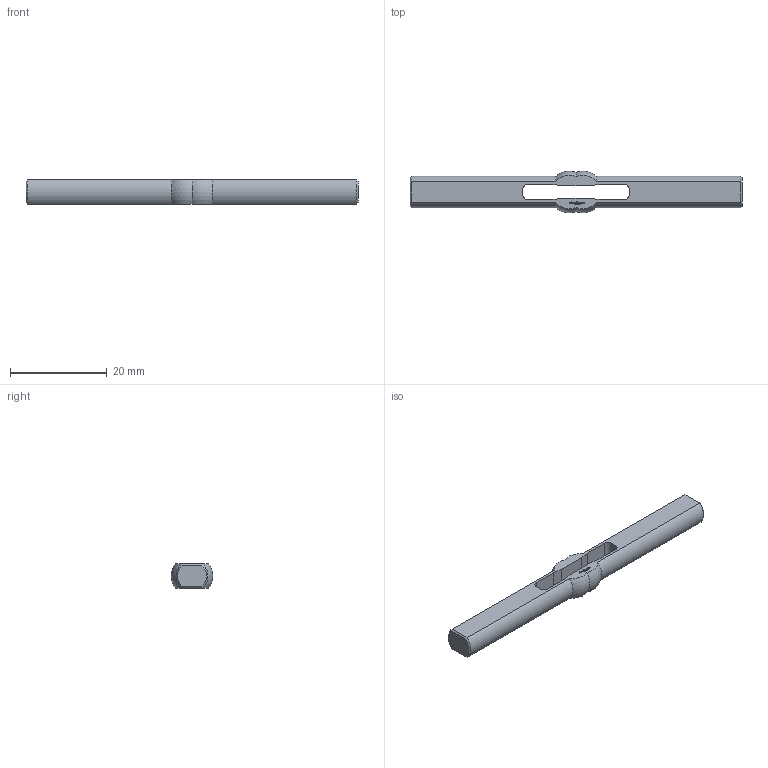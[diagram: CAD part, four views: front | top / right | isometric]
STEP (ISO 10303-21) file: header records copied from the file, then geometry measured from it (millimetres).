
FILE_DESCRIPTION(('FreeCAD Model'),'2;1');
FILE_NAME('Open CASCADE Shape Model','2022-07-07T22:29:07',(''),(''), 'Open CASCADE STEP processor 7.5','FreeCAD','Unknown');
FILE_SCHEMA(('AUTOMOTIVE_DESIGN { 1 0 10303 214 1 1 1 1 }'));
Length unit declared in the file: millimetre
Products named in the file (1): Pin SPP INR LCT BDR BU01.00x02.25 - SPN-PIN-0101
Bounding box: 68.75 x 8.57 x 5 mm (x, y, z)
Volume: 1772 mm3; surface area: 1575.3 mm2
Topology: 1 solids, 1 shells, 459 faces, 1279 edges, 850 vertices
Faces by surface type: plane 340, bspline 103, cylinder 8, cone 4, sphere 4
Entity records: 32528 total; most frequent: CARTESIAN_POINT 8248, DIRECTION 3919, LINE 3137, VECTOR 3137, ORIENTED_EDGE 2558, PCURVE 2558, DEFINITIONAL_REPRESENTATION 2558, EDGE_CURVE 1279
